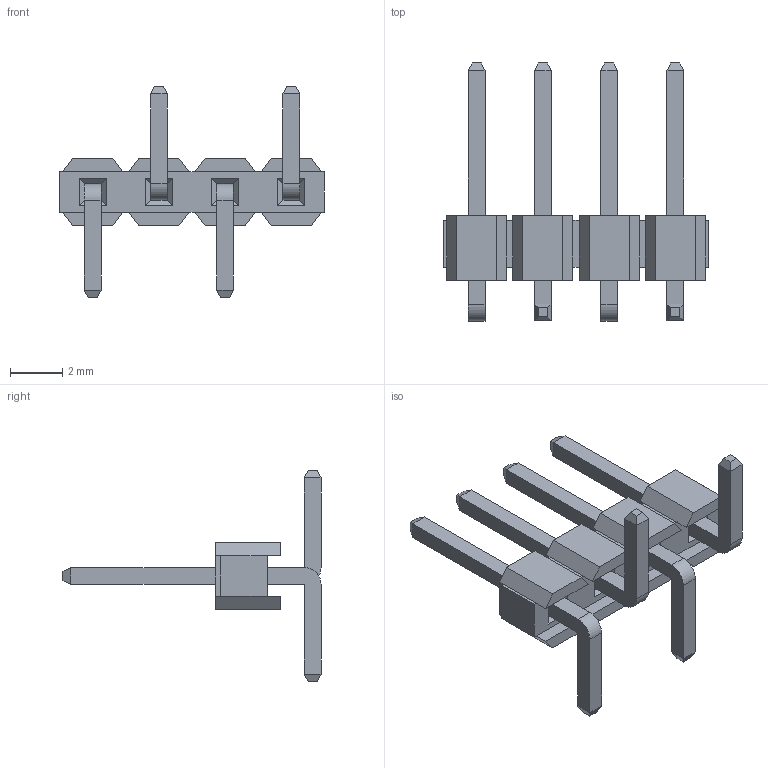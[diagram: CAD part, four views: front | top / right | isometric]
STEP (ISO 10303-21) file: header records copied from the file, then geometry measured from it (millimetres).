
FILE_DESCRIPTION (( 'STEP AP203' ), '1' );
FILE_NAME ('_ _ _C004SABC-M30RC.STEP', '2016-09-29T07:27:48', ( 'LUANN HERRING' ), ( 'SULLINS' ), 'SwSTEP 2.0', 'SolidWorks 2015', '' );
FILE_SCHEMA (( 'CONFIG_CONTROL_DESIGN' ));
Length unit declared in the file: inch
Products named in the file (2): _ _ _C004SABC-M30RC
Bounding box: 10.16 x 9.9 x 8.13 mm (x, y, z)
Volume: 68.5 mm3; surface area: 241.1 mm2
Topology: 1 solids, 1 shells, 170 faces, 400 edges, 240 vertices
Faces by surface type: plane 166, cylinder 4
Entity records: 4829 total; most frequent: CARTESIAN_POINT 812, ORIENTED_EDGE 800, DIRECTION 752, EDGE_CURVE 400, VECTOR 392, LINE 392, VERTEX_POINT 240, AXIS2_PLACEMENT_3D 180
